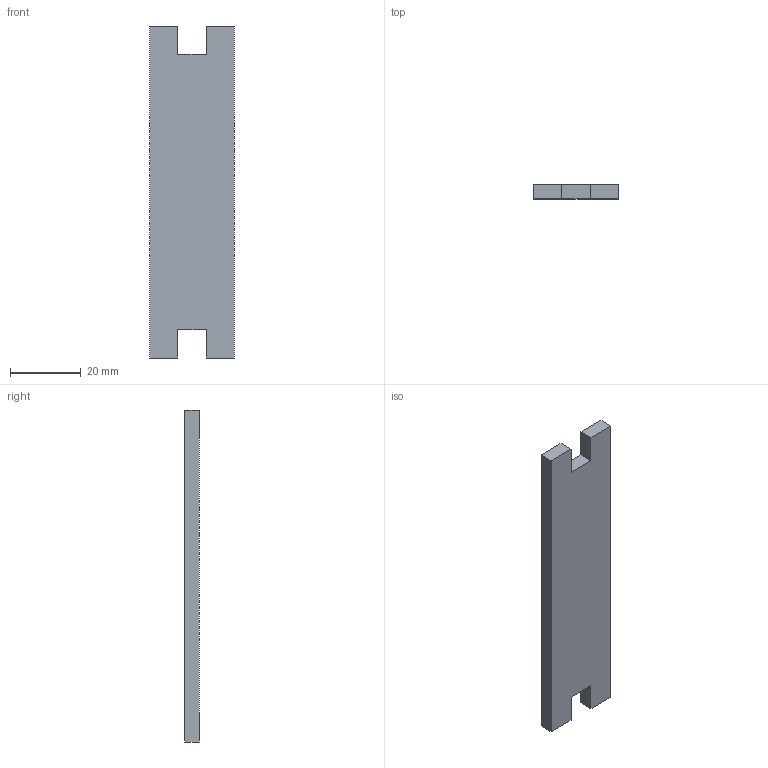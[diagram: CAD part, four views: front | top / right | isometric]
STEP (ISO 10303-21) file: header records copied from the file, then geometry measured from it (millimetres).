
FILE_DESCRIPTION (( 'STEP AP214' ), '1' );
FILE_NAME ('»ÊµP¹s¥ó_JK.STEP', '2023-07-31T11:28:09', ( '' ), ( '' ), 'SwSTEP 2.0', 'SolidWorks 2021', '' );
FILE_SCHEMA (( 'AUTOMOTIVE_DESIGN' ));
Length unit declared in the file: millimetre
Products named in the file (1): 銘牌零件_JK
Bounding box: 24 x 4 x 94 mm (x, y, z)
Volume: 8445.2 mm3; surface area: 5399.2 mm2
Topology: 1 solids, 1 shells, 104 faces, 297 edges, 198 vertices
Faces by surface type: bspline 80, plane 24
Entity records: 5291 total; most frequent: CARTESIAN_POINT 3096, ORIENTED_EDGE 594, EDGE_CURVE 297, VERTEX_POINT 198, DIRECTION 187, B_SPLINE_CURVE_WITH_KNOTS 160, VECTOR 137, LINE 137
